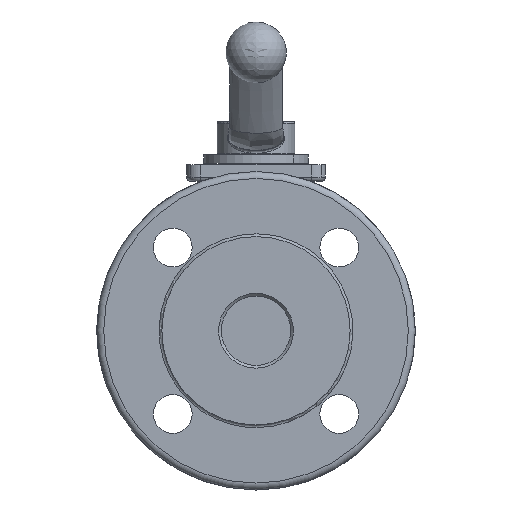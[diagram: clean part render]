
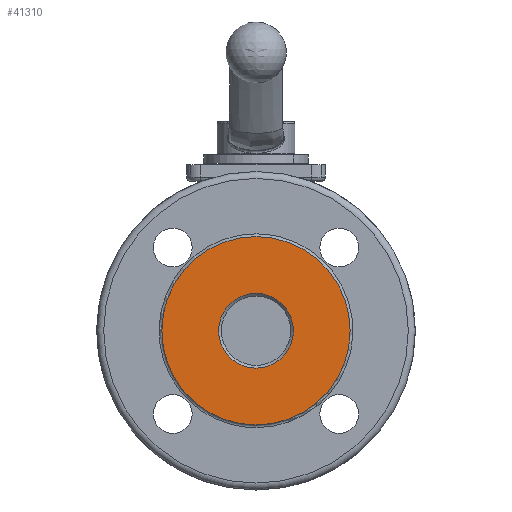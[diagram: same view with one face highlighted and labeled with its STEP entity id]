
A CAD part, left-side view. The second image highlights one B-rep face of the part: STEP entity #41310.
In plain terms, the highlighted planar face has unit normal (-1, 0, 0).
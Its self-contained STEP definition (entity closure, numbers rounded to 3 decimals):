
#12721=CARTESIAN_POINT('',(-62.497,0.001,-13.5));
#12722=VERTEX_POINT('',#12721);
#12731=CARTESIAN_POINT('',(-62.497,0.001,13.5));
#12732=VERTEX_POINT('',#12731);
#12733=CARTESIAN_POINT('',(-62.497,0.001,0.));
#12734=DIRECTION('',(-1.,0.,-0.));
#12735=DIRECTION('',(0.,0.,-1.));
#12736=AXIS2_PLACEMENT_3D('',#12733,#12734,#12735);
#12737=CIRCLE('',#12736,13.5);
#12738=EDGE_CURVE('',#12722,#12732,#12737,.T.);
#12740=CARTESIAN_POINT('',(-62.497,0.001,0.));
#12741=DIRECTION('',(-1.,0.,-0.));
#12742=DIRECTION('',(0.,0.,-1.));
#12743=AXIS2_PLACEMENT_3D('',#12740,#12741,#12742);
#12744=CIRCLE('',#12743,13.5);
#12745=EDGE_CURVE('',#12732,#12722,#12744,.T.);
#13785=CARTESIAN_POINT('',(-62.497,34.001,0.));
#13786=VERTEX_POINT('',#13785);
#13793=CARTESIAN_POINT('',(-62.497,-33.999,0.));
#13794=VERTEX_POINT('',#13793);
#13795=CARTESIAN_POINT('',(-62.497,0.001,0.));
#13796=DIRECTION('',(1.,-0.,0.));
#13797=DIRECTION('',(0.,1.,0.));
#13798=AXIS2_PLACEMENT_3D('',#13795,#13796,#13797);
#13799=CIRCLE('',#13798,34.);
#13800=EDGE_CURVE('',#13786,#13794,#13799,.T.);
#13802=CARTESIAN_POINT('',(-62.497,0.001,0.));
#13803=DIRECTION('',(1.,-0.,0.));
#13804=DIRECTION('',(0.,1.,0.));
#13805=AXIS2_PLACEMENT_3D('',#13802,#13803,#13804);
#13806=CIRCLE('',#13805,34.);
#13807=EDGE_CURVE('',#13794,#13786,#13806,.T.);
#41297=CARTESIAN_POINT('',(-62.497,0.001,34.));
#41298=DIRECTION('',(1.,0.,0.));
#41299=DIRECTION('',(-0.,0.,1.));
#41300=AXIS2_PLACEMENT_3D('',#41297,#41298,#41299);
#41301=PLANE('',#41300);
#41302=ORIENTED_EDGE('',*,*,#13807,.F.);
#41303=ORIENTED_EDGE('',*,*,#13800,.F.);
#41304=EDGE_LOOP('',(#41302,#41303));
#41305=FACE_BOUND('',#41304,.T.);
#41306=ORIENTED_EDGE('',*,*,#12745,.F.);
#41307=ORIENTED_EDGE('',*,*,#12738,.F.);
#41308=EDGE_LOOP('',(#41306,#41307));
#41309=FACE_BOUND('',#41308,.T.);
#41310=ADVANCED_FACE('',(#41305,#41309),#41301,.F.);
